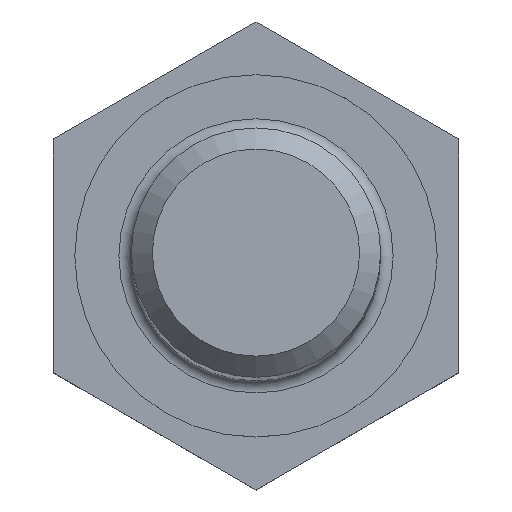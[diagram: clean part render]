
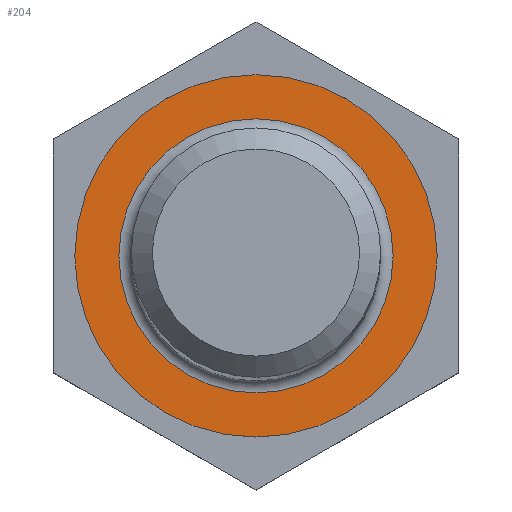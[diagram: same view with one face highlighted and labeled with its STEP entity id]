
A CAD part, top view. The second image highlights one B-rep face of the part: STEP entity #204.
In plain terms, the highlighted planar face has unit normal (0, 0, 1).
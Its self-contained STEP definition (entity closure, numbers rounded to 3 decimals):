
#34 = DIRECTION ( 'NONE',  ( 0., 1., 0. ) ) ;
#79 = EDGE_CURVE ( 'NONE', #512, #512, #285, .T. ) ;
#150 = EDGE_CURVE ( 'NONE', #279, #279, #495, .T. ) ;
#168 = CARTESIAN_POINT ( 'NONE',  ( 0., 0., 0. ) ) ;
#204 = ADVANCED_FACE ( 'NONE', ( #366, #267 ), #471, .T. ) ;
#206 = AXIS2_PLACEMENT_3D ( 'NONE', #168, #312, #412 ) ;
#267 = FACE_BOUND ( 'NONE', #382, .T. ) ;
#279 = VERTEX_POINT ( 'NONE', #456 ) ;
#280 = DIRECTION ( 'NONE',  ( 0., 1., 0. ) ) ;
#285 = CIRCLE ( 'NONE', #206, 4.4 ) ;
#312 = DIRECTION ( 'NONE',  ( 0., 0., 1. ) ) ;
#341 = ORIENTED_EDGE ( 'NONE', *, *, #150, .T. ) ;
#366 = FACE_OUTER_BOUND ( 'NONE', #561, .T. ) ;
#371 = CARTESIAN_POINT ( 'NONE',  ( 0., 0., 0. ) ) ;
#374 = AXIS2_PLACEMENT_3D ( 'NONE', #457, #421, #34 ) ;
#382 = EDGE_LOOP ( 'NONE', ( #386 ) ) ;
#386 = ORIENTED_EDGE ( 'NONE', *, *, #79, .F. ) ;
#412 = DIRECTION ( 'NONE',  ( 0., 1., 0. ) ) ;
#421 = DIRECTION ( 'NONE',  ( 0., 0., 1. ) ) ;
#434 = AXIS2_PLACEMENT_3D ( 'NONE', #371, #559, #280 ) ;
#456 = CARTESIAN_POINT ( 'NONE',  ( 0., 5.815, 0. ) ) ;
#457 = CARTESIAN_POINT ( 'NONE',  ( 0., 5.107, 0. ) ) ;
#471 = PLANE ( 'NONE',  #374 ) ;
#495 = CIRCLE ( 'NONE', #434, 5.815 ) ;
#512 = VERTEX_POINT ( 'NONE', #549 ) ;
#549 = CARTESIAN_POINT ( 'NONE',  ( 0., 4.4, 0. ) ) ;
#559 = DIRECTION ( 'NONE',  ( 0., 0., 1. ) ) ;
#561 = EDGE_LOOP ( 'NONE', ( #341 ) ) ;
